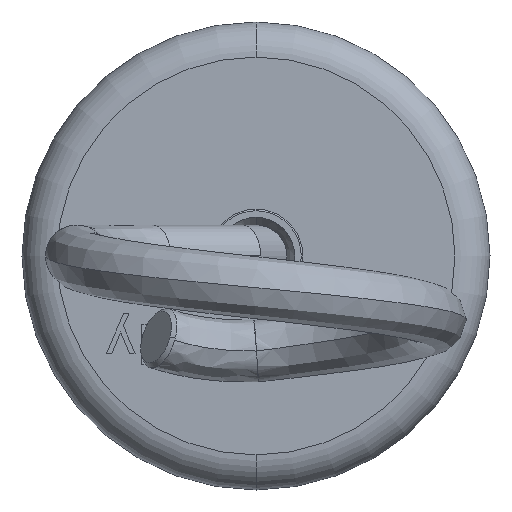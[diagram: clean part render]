
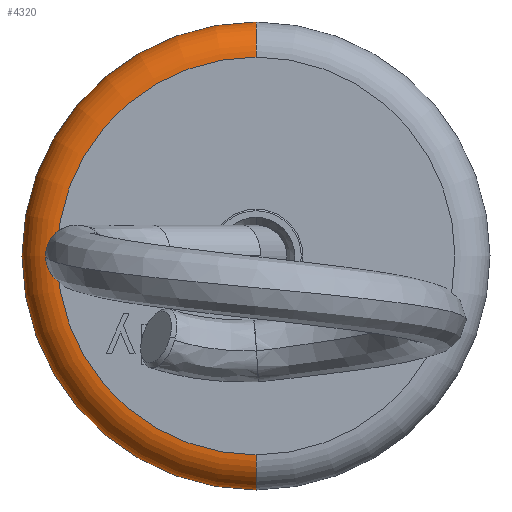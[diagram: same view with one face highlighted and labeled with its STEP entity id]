
A CAD part, front view. The second image highlights one B-rep face of the part: STEP entity #4320.
In plain terms, the highlighted toroidal (fillet/blend) face has major radius 12.75 mm and minor radius 2.25 mm.
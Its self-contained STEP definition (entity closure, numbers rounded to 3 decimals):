
#77 = CARTESIAN_POINT ( 'NONE',  ( 0., 0., 12.75 ) ) ;
#743 = DIRECTION ( 'NONE',  ( -1., 0., 0. ) ) ;
#977 = ORIENTED_EDGE ( 'NONE', *, *, #1546, .F. ) ;
#1008 = AXIS2_PLACEMENT_3D ( 'NONE', #5342, #9731, #5411 ) ;
#1546 = EDGE_CURVE ( 'NONE', #2843, #6958, #13657, .T. ) ;
#2843 = VERTEX_POINT ( 'NONE', #3223 ) ;
#3128 = DIRECTION ( 'NONE',  ( 0., 0., 1. ) ) ;
#3223 = CARTESIAN_POINT ( 'NONE',  ( 0., 0., -12.75 ) ) ;
#3350 = CIRCLE ( 'NONE', #1008, 15. ) ;
#3625 = CARTESIAN_POINT ( 'NONE',  ( 0., 2.25, -15. ) ) ;
#4070 = CIRCLE ( 'NONE', #11299, 12.75 ) ;
#4075 = DIRECTION ( 'NONE',  ( 0., 1., 0. ) ) ;
#4146 = CARTESIAN_POINT ( 'NONE',  ( 0., 0., 0. ) ) ;
#4320 = ADVANCED_FACE ( 'NONE', ( #9558 ), #7594, .T. ) ;
#5231 = EDGE_LOOP ( 'NONE', ( #977, #12183, #10512, #10597 ) ) ;
#5342 = CARTESIAN_POINT ( 'NONE',  ( 0., 2.25, 0. ) ) ;
#5411 = DIRECTION ( 'NONE',  ( 0., 0., 1. ) ) ;
#6011 = VERTEX_POINT ( 'NONE', #8523 ) ;
#6375 = CARTESIAN_POINT ( 'NONE',  ( 0., 2.25, 12.75 ) ) ;
#6851 = CIRCLE ( 'NONE', #13617, 2.25 ) ;
#6958 = VERTEX_POINT ( 'NONE', #3625 ) ;
#7425 = EDGE_CURVE ( 'NONE', #6958, #6011, #3350, .T. ) ;
#7594 = TOROIDAL_SURFACE ( 'NONE', #10403, 12.75, 2.25 ) ;
#8523 = CARTESIAN_POINT ( 'NONE',  ( 0., 2.25, 15. ) ) ;
#8716 = DIRECTION ( 'NONE',  ( 0., 0., -1. ) ) ;
#8873 = DIRECTION ( 'NONE',  ( 1., 0., 0. ) ) ;
#9558 = FACE_OUTER_BOUND ( 'NONE', #5231, .T. ) ;
#9625 = CARTESIAN_POINT ( 'NONE',  ( 0., 2.25, 0. ) ) ;
#9731 = DIRECTION ( 'NONE',  ( 0., 1., 0. ) ) ;
#10403 = AXIS2_PLACEMENT_3D ( 'NONE', #9625, #4075, #12992 ) ;
#10512 = ORIENTED_EDGE ( 'NONE', *, *, #11719, .T. ) ;
#10597 = ORIENTED_EDGE ( 'NONE', *, *, #7425, .F. ) ;
#10907 = DIRECTION ( 'NONE',  ( 0., 0., 1. ) ) ;
#11299 = AXIS2_PLACEMENT_3D ( 'NONE', #4146, #13127, #3128 ) ;
#11719 = EDGE_CURVE ( 'NONE', #13695, #6011, #6851, .T. ) ;
#12183 = ORIENTED_EDGE ( 'NONE', *, *, #14282, .T. ) ;
#12992 = DIRECTION ( 'NONE',  ( 0., 0., 1. ) ) ;
#13127 = DIRECTION ( 'NONE',  ( 0., 1., 0. ) ) ;
#13617 = AXIS2_PLACEMENT_3D ( 'NONE', #6375, #743, #10907 ) ;
#13625 = AXIS2_PLACEMENT_3D ( 'NONE', #14326, #8873, #8716 ) ;
#13657 = CIRCLE ( 'NONE', #13625, 2.25 ) ;
#13695 = VERTEX_POINT ( 'NONE', #77 ) ;
#14282 = EDGE_CURVE ( 'NONE', #2843, #13695, #4070, .T. ) ;
#14326 = CARTESIAN_POINT ( 'NONE',  ( 0., 2.25, -12.75 ) ) ;
